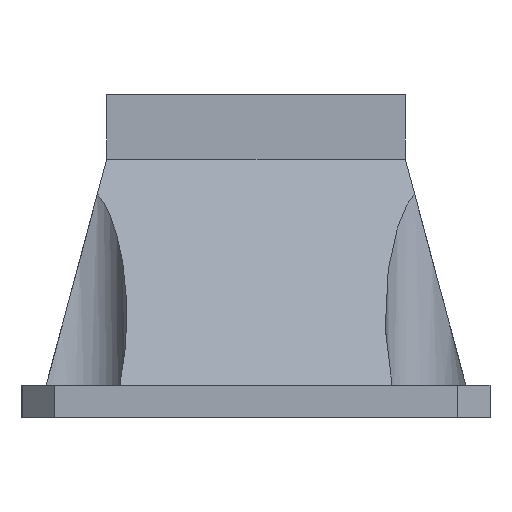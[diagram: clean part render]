
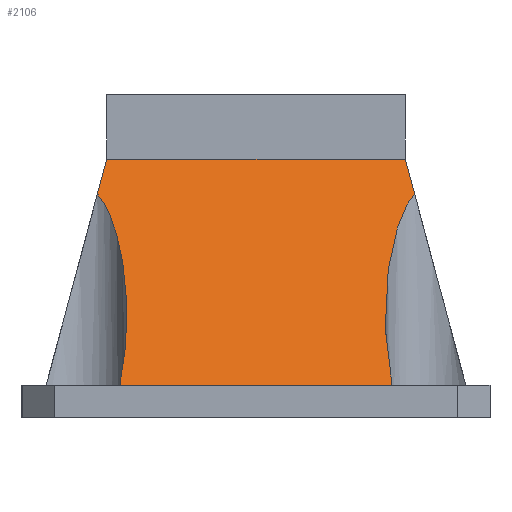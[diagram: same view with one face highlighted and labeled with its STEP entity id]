
A CAD part, left-side view. The second image highlights one B-rep face of the part: STEP entity #2106.
In plain terms, the highlighted planar face has unit normal (-0.94, 0, 0.342).
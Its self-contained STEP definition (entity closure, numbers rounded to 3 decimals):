
#1049=CARTESIAN_POINT('',(-39.695,0.367,2.0));
#1050=VERTEX_POINT('',#1049);
#1058=CARTESIAN_POINT('',(-39.695,17.23,2.0));
#1059=VERTEX_POINT('',#1058);
#1060=CARTESIAN_POINT('',(-39.695,0.367,2.));
#1061=DIRECTION('',(0.0,1.0,0.0));
#1062=VECTOR('',#1061,16.863);
#1063=LINE('',#1060,#1062);
#1064=EDGE_CURVE('',#1050,#1059,#1063,.T.);
#1617=CARTESIAN_POINT('',(-34.599,-0.452,16.0));
#1618=VERTEX_POINT('',#1617);
#1648=CARTESIAN_POINT('',(-34.599,18.048,16.0));
#1649=VERTEX_POINT('',#1648);
#1656=CARTESIAN_POINT('',(-34.599,18.048,16.0));
#1657=DIRECTION('',(0.0,-1.0,0.0));
#1658=VECTOR('',#1657,18.5);
#1659=LINE('',#1656,#1658);
#1660=EDGE_CURVE('',#1649,#1618,#1659,.T.);
#1940=CARTESIAN_POINT('',(-35.384,18.626,13.845));
#1941=VERTEX_POINT('',#1940);
#1942=CARTESIAN_POINT('',(-38.145,19.798,6.259));
#1943=DIRECTION('',(0.94,0.,-0.342));
#1944=DIRECTION('',(-0.342,0.0,-0.94));
#1945=AXIS2_PLACEMENT_3D('',#1942,#1943,#1944);
#1946=ELLIPSE('',#1945,8.771,3.);
#1947=EDGE_CURVE('',#1941,#1059,#1946,.T.);
#2007=CARTESIAN_POINT('',(-35.384,-1.029,13.845));
#2008=VERTEX_POINT('',#2007);
#2016=CARTESIAN_POINT('',(-38.145,-2.202,6.259));
#2017=DIRECTION('',(0.94,0.,-0.342));
#2018=DIRECTION('',(-0.342,0.0,-0.94));
#2019=AXIS2_PLACEMENT_3D('',#2016,#2017,#2018);
#2020=ELLIPSE('',#2019,8.771,3.);
#2021=EDGE_CURVE('',#1050,#2008,#2020,.T.);
#2076=CARTESIAN_POINT('',(-35.384,18.626,13.845));
#2077=DIRECTION('',(0.332,-0.244,0.911));
#2078=VECTOR('',#2077,2.365);
#2079=LINE('',#2076,#2078);
#2080=EDGE_CURVE('',#1649,#1941,#2079,.F.);
#2088=CARTESIAN_POINT('',(-39.695,8.798,2.0));
#2089=DIRECTION('',(-0.94,0.,0.342));
#2090=DIRECTION('',(0.342,0.0,0.94));
#2091=AXIS2_PLACEMENT_3D('',#2088,#2089,#2090);
#2092=PLANE('',#2091);
#2093=ORIENTED_EDGE('',*,*,#1947,.T.);
#2094=ORIENTED_EDGE('',*,*,#1064,.F.);
#2095=ORIENTED_EDGE('',*,*,#2021,.T.);
#2096=CARTESIAN_POINT('',(-35.384,-1.029,13.845));
#2097=DIRECTION('',(0.332,0.244,0.911));
#2098=VECTOR('',#2097,2.365);
#2099=LINE('',#2096,#2098);
#2100=EDGE_CURVE('',#2008,#1618,#2099,.T.);
#2101=ORIENTED_EDGE('',*,*,#2100,.T.);
#2102=ORIENTED_EDGE('',*,*,#1660,.F.);
#2103=ORIENTED_EDGE('',*,*,#2080,.T.);
#2104=EDGE_LOOP('',(#2093,#2094,#2095,#2101,#2102,#2103));
#2105=FACE_OUTER_BOUND('',#2104,.T.);
#2106=ADVANCED_FACE('',(#2105),#2092,.T.);
